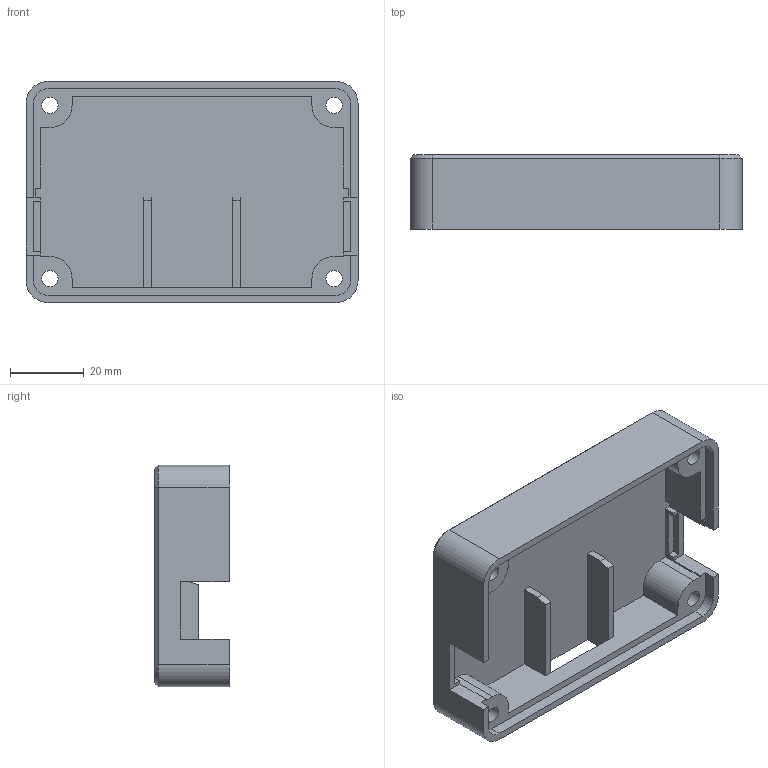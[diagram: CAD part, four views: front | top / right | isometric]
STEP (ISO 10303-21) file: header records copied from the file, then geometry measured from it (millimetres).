
FILE_DESCRIPTION(('FreeCAD Model'),'2;1');
FILE_NAME('Open CASCADE Shape Model','2025-08-02T21:09:17',( 'Jan Graichen'),(''),'Open CASCADE STEP processor 7.6','FreeCAD', 'Unknown');
FILE_SCHEMA(('AUTOMOTIVE_DESIGN { 1 0 10303 214 1 1 1 1 }'));
Length unit declared in the file: millimetre
Products named in the file (1): Bottom
Bounding box: 90 x 20.2 x 60 mm (x, y, z)
Volume: 37747.6 mm3; surface area: 21522 mm2
Topology: 1 solids, 1 shells, 89 faces, 248 edges, 160 vertices
Faces by surface type: plane 65, cylinder 16, cone 8
Full cylindrical faces by diameter (mm): 4.4 x4
Entity records: 6154 total; most frequent: CARTESIAN_POINT 1138, DIRECTION 940, LINE 672, VECTOR 672, ORIENTED_EDGE 496, PCURVE 496, DEFINITIONAL_REPRESENTATION 496, EDGE_CURVE 248
